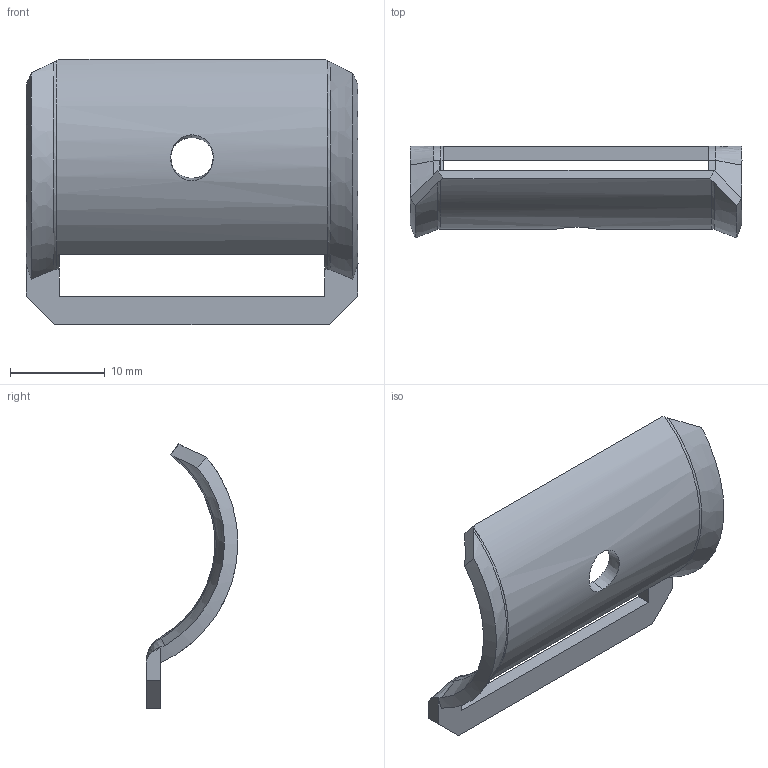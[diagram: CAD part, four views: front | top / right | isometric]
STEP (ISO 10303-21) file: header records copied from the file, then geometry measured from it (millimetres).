
FILE_DESCRIPTION((''),'2;1');
FILE_NAME('1199862','2015-11-24T',('AndreasKeweloh'),(''),'CREO PARAMETRIC BY PTC INC, 2015290','CREO PARAMETRIC BY PTC INC, 2015290','');
FILE_SCHEMA(('CONFIG_CONTROL_DESIGN'));
Length unit declared in the file: millimetre
Products named in the file (1): 1199862
Bounding box: 35.07 x 9.7 x 28 mm (x, y, z)
Volume: 1345 mm3; surface area: 2112.1 mm2
Topology: 1 solids, 1 shells, 43 faces, 124 edges, 81 vertices
Faces by surface type: plane 22, bspline 16, cylinder 4, extrusion 1
Entity records: 2551 total; most frequent: CARTESIAN_POINT 1483, ORIENTED_EDGE 248, DIRECTION 162, EDGE_CURVE 124, VERTEX_POINT 81, AXIS2_PLACEMENT_3D 56, VECTOR 50, LINE 49
